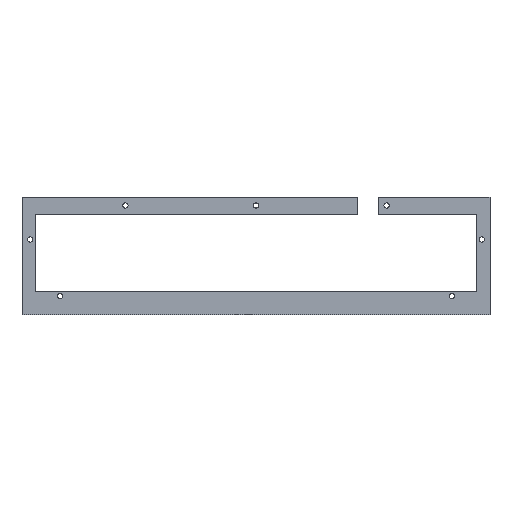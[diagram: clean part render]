
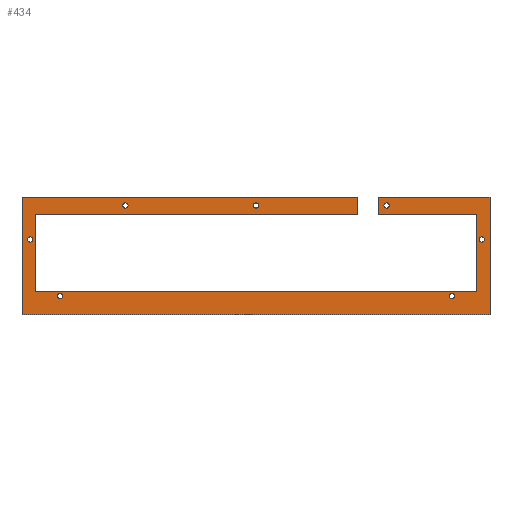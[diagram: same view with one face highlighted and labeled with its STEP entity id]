
A CAD part, top view. The second image highlights one B-rep face of the part: STEP entity #434.
In plain terms, the highlighted planar face has unit normal (0, 0, 1).
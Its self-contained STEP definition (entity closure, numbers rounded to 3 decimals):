
#15=FACE_BOUND('',#84,.T.);
#16=FACE_BOUND('',#85,.T.);
#17=FACE_BOUND('',#86,.T.);
#18=FACE_BOUND('',#87,.T.);
#19=FACE_BOUND('',#88,.T.);
#20=FACE_BOUND('',#89,.T.);
#21=FACE_BOUND('',#90,.T.);
#41=PLANE('',#483);
#62=FACE_OUTER_BOUND('',#83,.T.);
#83=EDGE_LOOP('',(#370,#371,#372,#373,#374,#375,#376,#377,#378,#379,#380,
#381));
#84=EDGE_LOOP('',(#382));
#85=EDGE_LOOP('',(#383));
#86=EDGE_LOOP('',(#384));
#87=EDGE_LOOP('',(#385));
#88=EDGE_LOOP('',(#386));
#89=EDGE_LOOP('',(#387));
#90=EDGE_LOOP('',(#388));
#108=LINE('',#650,#151);
#111=LINE('',#656,#154);
#114=LINE('',#662,#157);
#117=LINE('',#668,#160);
#120=LINE('',#674,#163);
#123=LINE('',#680,#166);
#126=LINE('',#686,#169);
#129=LINE('',#692,#172);
#132=LINE('',#698,#175);
#135=LINE('',#704,#178);
#138=LINE('',#710,#181);
#141=LINE('',#714,#184);
#151=VECTOR('',#540,10.);
#154=VECTOR('',#545,10.);
#157=VECTOR('',#550,10.);
#160=VECTOR('',#555,10.);
#163=VECTOR('',#560,10.);
#166=VECTOR('',#565,10.);
#169=VECTOR('',#570,10.);
#172=VECTOR('',#575,10.);
#175=VECTOR('',#580,10.);
#178=VECTOR('',#585,10.);
#181=VECTOR('',#590,10.);
#184=VECTOR('',#595,10.);
#185=CIRCLE('',#451,1.6);
#187=CIRCLE('',#454,1.6);
#189=CIRCLE('',#457,1.6);
#191=CIRCLE('',#460,1.6);
#193=CIRCLE('',#463,1.6);
#195=CIRCLE('',#466,1.6);
#197=CIRCLE('',#469,1.6);
#199=VERTEX_POINT('',#602);
#201=VERTEX_POINT('',#608);
#203=VERTEX_POINT('',#614);
#205=VERTEX_POINT('',#620);
#207=VERTEX_POINT('',#626);
#209=VERTEX_POINT('',#632);
#211=VERTEX_POINT('',#638);
#215=VERTEX_POINT('',#647);
#216=VERTEX_POINT('',#649);
#218=VERTEX_POINT('',#655);
#220=VERTEX_POINT('',#661);
#222=VERTEX_POINT('',#667);
#224=VERTEX_POINT('',#673);
#226=VERTEX_POINT('',#679);
#228=VERTEX_POINT('',#685);
#230=VERTEX_POINT('',#691);
#232=VERTEX_POINT('',#697);
#234=VERTEX_POINT('',#703);
#236=VERTEX_POINT('',#709);
#237=EDGE_CURVE('',#199,#199,#185,.T.);
#240=EDGE_CURVE('',#201,#201,#187,.T.);
#243=EDGE_CURVE('',#203,#203,#189,.T.);
#246=EDGE_CURVE('',#205,#205,#191,.T.);
#249=EDGE_CURVE('',#207,#207,#193,.T.);
#252=EDGE_CURVE('',#209,#209,#195,.T.);
#255=EDGE_CURVE('',#211,#211,#197,.T.);
#260=EDGE_CURVE('',#216,#215,#108,.T.);
#263=EDGE_CURVE('',#218,#216,#111,.T.);
#266=EDGE_CURVE('',#220,#218,#114,.T.);
#269=EDGE_CURVE('',#222,#220,#117,.T.);
#272=EDGE_CURVE('',#224,#222,#120,.T.);
#275=EDGE_CURVE('',#226,#224,#123,.T.);
#278=EDGE_CURVE('',#228,#226,#126,.T.);
#281=EDGE_CURVE('',#230,#228,#129,.T.);
#284=EDGE_CURVE('',#232,#230,#132,.T.);
#287=EDGE_CURVE('',#234,#232,#135,.T.);
#290=EDGE_CURVE('',#236,#234,#138,.T.);
#293=EDGE_CURVE('',#215,#236,#141,.T.);
#370=ORIENTED_EDGE('',*,*,#293,.T.);
#371=ORIENTED_EDGE('',*,*,#290,.T.);
#372=ORIENTED_EDGE('',*,*,#287,.T.);
#373=ORIENTED_EDGE('',*,*,#284,.T.);
#374=ORIENTED_EDGE('',*,*,#281,.T.);
#375=ORIENTED_EDGE('',*,*,#278,.T.);
#376=ORIENTED_EDGE('',*,*,#275,.T.);
#377=ORIENTED_EDGE('',*,*,#272,.T.);
#378=ORIENTED_EDGE('',*,*,#269,.T.);
#379=ORIENTED_EDGE('',*,*,#266,.T.);
#380=ORIENTED_EDGE('',*,*,#263,.T.);
#381=ORIENTED_EDGE('',*,*,#260,.T.);
#382=ORIENTED_EDGE('',*,*,#255,.T.);
#383=ORIENTED_EDGE('',*,*,#252,.T.);
#384=ORIENTED_EDGE('',*,*,#249,.T.);
#385=ORIENTED_EDGE('',*,*,#246,.T.);
#386=ORIENTED_EDGE('',*,*,#243,.T.);
#387=ORIENTED_EDGE('',*,*,#240,.T.);
#388=ORIENTED_EDGE('',*,*,#237,.T.);
#434=ADVANCED_FACE('',(#62,#15,#16,#17,#18,#19,#20,#21),#41,.T.);
#451=AXIS2_PLACEMENT_3D('',#603,#489,#490);
#454=AXIS2_PLACEMENT_3D('',#609,#496,#497);
#457=AXIS2_PLACEMENT_3D('',#615,#503,#504);
#460=AXIS2_PLACEMENT_3D('',#621,#510,#511);
#463=AXIS2_PLACEMENT_3D('',#627,#517,#518);
#466=AXIS2_PLACEMENT_3D('',#633,#524,#525);
#469=AXIS2_PLACEMENT_3D('',#639,#531,#532);
#483=AXIS2_PLACEMENT_3D('',#715,#596,#597);
#489=DIRECTION('center_axis',(0.,0.,-1.));
#490=DIRECTION('ref_axis',(1.,0.,0.));
#496=DIRECTION('center_axis',(0.,0.,-1.));
#497=DIRECTION('ref_axis',(1.,0.,0.));
#503=DIRECTION('center_axis',(0.,0.,-1.));
#504=DIRECTION('ref_axis',(1.,0.,0.));
#510=DIRECTION('center_axis',(0.,0.,-1.));
#511=DIRECTION('ref_axis',(1.,0.,0.));
#517=DIRECTION('center_axis',(0.,0.,-1.));
#518=DIRECTION('ref_axis',(1.,0.,0.));
#524=DIRECTION('center_axis',(0.,0.,-1.));
#525=DIRECTION('ref_axis',(1.,0.,0.));
#531=DIRECTION('center_axis',(0.,0.,-1.));
#532=DIRECTION('ref_axis',(1.,0.,0.));
#540=DIRECTION('',(0.,1.,0.));
#545=DIRECTION('',(1.,0.,0.));
#550=DIRECTION('',(0.,-1.,0.));
#555=DIRECTION('',(-1.,0.,0.));
#560=DIRECTION('',(0.,1.,0.));
#565=DIRECTION('',(1.,0.,0.));
#570=DIRECTION('',(0.,1.,0.));
#575=DIRECTION('',(-1.,0.,0.));
#580=DIRECTION('',(0.,-1.,0.));
#585=DIRECTION('',(1.,0.,0.));
#590=DIRECTION('',(0.,-1.,0.));
#595=DIRECTION('',(-1.,0.,0.));
#596=DIRECTION('center_axis',(0.,0.,1.));
#597=DIRECTION('ref_axis',(1.,0.,0.));
#602=CARTESIAN_POINT('',(312.251,425.376,2.7));
#603=CARTESIAN_POINT('Origin',(313.851,425.376,2.7));
#608=CARTESIAN_POINT('',(112.251,369.876,2.7));
#609=CARTESIAN_POINT('Origin',(113.851,369.876,2.7));
#614=CARTESIAN_POINT('',(152.251,425.376,2.7));
#615=CARTESIAN_POINT('Origin',(153.851,425.376,2.7));
#620=CARTESIAN_POINT('',(352.251,369.876,2.7));
#621=CARTESIAN_POINT('Origin',(353.851,369.876,2.7));
#626=CARTESIAN_POINT('',(232.251,425.376,2.7));
#627=CARTESIAN_POINT('Origin',(233.851,425.376,2.7));
#632=CARTESIAN_POINT('',(370.633,404.494,2.7));
#633=CARTESIAN_POINT('Origin',(372.233,404.494,2.7));
#638=CARTESIAN_POINT('',(93.87,404.494,2.7));
#639=CARTESIAN_POINT('Origin',(95.47,404.494,2.7));
#647=CARTESIAN_POINT('',(377.233,430.376,2.7));
#649=CARTESIAN_POINT('',(377.233,358.446,2.7));
#650=CARTESIAN_POINT('',(377.233,430.376,2.7));
#655=CARTESIAN_POINT('',(90.47,358.446,2.7));
#656=CARTESIAN_POINT('',(90.47,358.446,2.7));
#661=CARTESIAN_POINT('',(90.47,430.376,2.7));
#662=CARTESIAN_POINT('',(90.47,430.376,2.7));
#667=CARTESIAN_POINT('',(296.087,430.376,2.7));
#668=CARTESIAN_POINT('',(90.47,430.376,2.7));
#673=CARTESIAN_POINT('',(296.087,419.876,2.7));
#674=CARTESIAN_POINT('',(296.087,419.876,2.7));
#679=CARTESIAN_POINT('',(98.47,419.876,2.7));
#680=CARTESIAN_POINT('',(98.47,419.876,2.7));
#685=CARTESIAN_POINT('',(98.47,372.876,2.7));
#686=CARTESIAN_POINT('',(98.47,372.876,2.7));
#691=CARTESIAN_POINT('',(369.233,372.876,2.7));
#692=CARTESIAN_POINT('',(98.47,372.876,2.7));
#697=CARTESIAN_POINT('',(369.233,419.876,2.7));
#698=CARTESIAN_POINT('',(369.233,372.876,2.7));
#703=CARTESIAN_POINT('',(309.087,419.876,2.7));
#704=CARTESIAN_POINT('',(309.087,419.876,2.7));
#709=CARTESIAN_POINT('',(309.087,430.376,2.7));
#710=CARTESIAN_POINT('',(309.087,430.376,2.7));
#714=CARTESIAN_POINT('',(309.087,430.376,2.7));
#715=CARTESIAN_POINT('Origin',(234.424,230.844,2.7));
